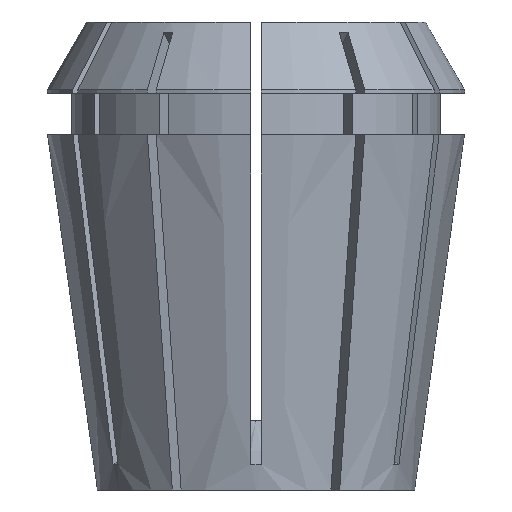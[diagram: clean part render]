
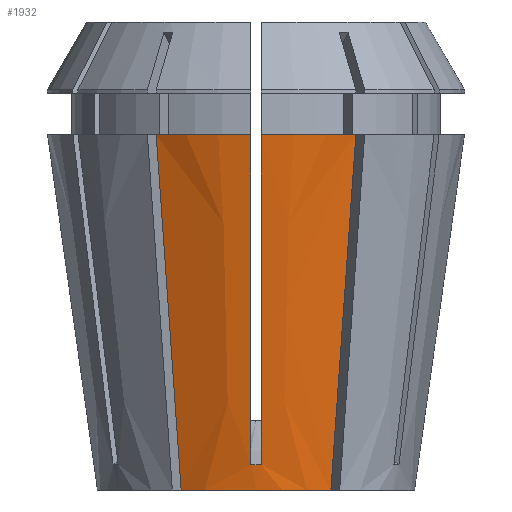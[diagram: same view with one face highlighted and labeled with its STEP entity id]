
A CAD part, left-side view. The second image highlights one B-rep face of the part: STEP entity #1932.
In plain terms, the highlighted conical face has half-angle 8 degrees and reference radius 15.595 mm.
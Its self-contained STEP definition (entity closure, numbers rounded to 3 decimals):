
#60 = EDGE_CURVE ( 'NONE', #1432, #1366, #1785, .T. ) ;
#127 = CARTESIAN_POINT ( 'NONE',  ( 0., 0., 0. ) ) ;
#201 = CARTESIAN_POINT ( 'NONE',  ( -16.016, -0.5, 3.048 ) ) ;
#216 = CARTESIAN_POINT ( 'NONE',  ( -20.494, -0.5, 34.9 ) ) ;
#270 = AXIS2_PLACEMENT_3D ( 'NONE', #520, #3010, #1246 ) ;
#346 = DIRECTION ( 'NONE',  ( -1., 0., 0. ) ) ;
#357 = CARTESIAN_POINT ( 'NONE',  ( -15.166, -8.179, 11.633 ) ) ;
#380 = CARTESIAN_POINT ( 'NONE',  ( -15.94, 0.5, 2.504 ) ) ;
#392 = CARTESIAN_POINT ( 'NONE',  ( -15.949, -0.167, 2.499 ) ) ;
#520 = CARTESIAN_POINT ( 'NONE',  ( 0., 0., 0. ) ) ;
#542 = B_SPLINE_CURVE_WITH_KNOTS ( 'NONE', 3,
 ( #4058, #2672, #3042, #926, #3394, #1274, #582, #1241, #3721, #3054 ),
 .UNSPECIFIED., .F., .F.,
 ( 4, 3, 3, 4 ),
 ( 0.079, 0.081, 0.11, 0.111 ),
 .UNSPECIFIED. ) ;
#572 = CARTESIAN_POINT ( 'NONE',  ( -16.092, -0.5, 3.591 ) ) ;
#582 = CARTESIAN_POINT ( 'NONE',  ( -16.169, 0.5, 4.134 ) ) ;
#588 = CARTESIAN_POINT ( 'NONE',  ( -18.805, -0.5, 22.884 ) ) ;
#612 = AXIS2_PLACEMENT_3D ( 'NONE', #3310, #1220, #3687 ) ;
#704 = CARTESIAN_POINT ( 'NONE',  ( -13.749, -7.361, 0. ) ) ;
#911 = ORIENTED_EDGE ( 'NONE', *, *, #3548, .F. ) ;
#926 = CARTESIAN_POINT ( 'NONE',  ( -20.123, 0.5, 32.258 ) ) ;
#932 = CARTESIAN_POINT ( 'NONE',  ( -20.37, -0.5, 34.019 ) ) ;
#1066 = CIRCLE ( 'NONE', #2232, 15.595 ) ;
#1070 = EDGE_CURVE ( 'NONE', #2260, #3922, #3331, .T. ) ;
#1125 = ORIENTED_EDGE ( 'NONE', *, *, #4469, .F. ) ;
#1148 = AXIS2_PLACEMENT_3D ( 'NONE', #3160, #3848, #346 ) ;
#1153 = CARTESIAN_POINT ( 'NONE',  ( -13.749, 7.361, 0. ) ) ;
#1209 = DIRECTION ( 'NONE',  ( 0., 0., -1. ) ) ;
#1220 = DIRECTION ( 'NONE',  ( 0., 0., -1. ) ) ;
#1241 = CARTESIAN_POINT ( 'NONE',  ( -16.092, 0.5, 3.591 ) ) ;
#1246 = DIRECTION ( 'NONE',  ( 1., 0., 0. ) ) ;
#1274 = CARTESIAN_POINT ( 'NONE',  ( -17.487, 0.5, 13.509 ) ) ;
#1329 = EDGE_CURVE ( 'NONE', #1366, #2233, #4266, .T. ) ;
#1344 = VERTEX_POINT ( 'NONE', #4587 ) ;
#1366 = VERTEX_POINT ( 'NONE', #3163 ) ;
#1378 = EDGE_CURVE ( 'NONE', #4020, #2233, #1066, .T. ) ;
#1384 = CARTESIAN_POINT ( 'NONE',  ( -17.999, -9.814, 34.9 ) ) ;
#1432 = VERTEX_POINT ( 'NONE', #3005 ) ;
#1438 = CARTESIAN_POINT ( 'NONE',  ( -15.949, 0.167, 2.499 ) ) ;
#1646 = CARTESIAN_POINT ( 'NONE',  ( -13.749, 7.361, 0. ) ) ;
#1692 = EDGE_LOOP ( 'NONE', ( #1125, #3007, #3432, #911, #4359, #2925, #2582, #4473 ) ) ;
#1785 = CIRCLE ( 'NONE', #1148, 20.5 ) ;
#1928 = DIRECTION ( 'NONE',  ( -1., 0., 0. ) ) ;
#1932 = ADVANCED_FACE ( 'NONE', ( #3657 ), #2049, .T. ) ;
#1955 = CARTESIAN_POINT ( 'NONE',  ( -20.247, -0.5, 33.139 ) ) ;
#2049 = CONICAL_SURFACE ( 'NONE', #270, 15.595, 0.14 ) ;
#2093 = CARTESIAN_POINT ( 'NONE',  ( -15.94, -0.5, 2.504 ) ) ;
#2169 = CARTESIAN_POINT ( 'NONE',  ( -16.582, 8.996, 23.267 ) ) ;
#2204 = EDGE_CURVE ( 'NONE', #3922, #2545, #2871, .T. ) ;
#2232 = AXIS2_PLACEMENT_3D ( 'NONE', #127, #1209, #1928 ) ;
#2233 = VERTEX_POINT ( 'NONE', #1646 ) ;
#2260 = VERTEX_POINT ( 'NONE', #4445 ) ;
#2545 = VERTEX_POINT ( 'NONE', #2093 ) ;
#2582 = ORIENTED_EDGE ( 'NONE', *, *, #1329, .T. ) ;
#2672 = CARTESIAN_POINT ( 'NONE',  ( -20.37, 0.5, 34.019 ) ) ;
#2775 = CARTESIAN_POINT ( 'NONE',  ( -16.582, -8.996, 23.267 ) ) ;
#2858 = CARTESIAN_POINT ( 'NONE',  ( -15.94, -0.5, 2.504 ) ) ;
#2871 = B_SPLINE_CURVE_WITH_KNOTS ( 'NONE', 3,
 ( #216, #932, #1955, #3072, #588, #3429, #3061, #572, #201, #3775 ),
 .UNSPECIFIED., .F., .F.,
 ( 4, 3, 3, 4 ),
 ( 0.079, 0.081, 0.11, 0.111 ),
 .UNSPECIFIED. ) ;
#2908 = CARTESIAN_POINT ( 'NONE',  ( -13.749, -7.361, 0. ) ) ;
#2925 = ORIENTED_EDGE ( 'NONE', *, *, #60, .T. ) ;
#3005 = CARTESIAN_POINT ( 'NONE',  ( -20.494, 0.5, 34.9 ) ) ;
#3007 = ORIENTED_EDGE ( 'NONE', *, *, #1070, .T. ) ;
#3010 = DIRECTION ( 'NONE',  ( 0., 0., 1. ) ) ;
#3042 = CARTESIAN_POINT ( 'NONE',  ( -20.247, 0.5, 33.139 ) ) ;
#3054 = CARTESIAN_POINT ( 'NONE',  ( -15.94, 0.5, 2.504 ) ) ;
#3061 = CARTESIAN_POINT ( 'NONE',  ( -16.169, -0.5, 4.134 ) ) ;
#3072 = CARTESIAN_POINT ( 'NONE',  ( -20.123, -0.5, 32.258 ) ) ;
#3160 = CARTESIAN_POINT ( 'NONE',  ( 0., 0., 34.9 ) ) ;
#3163 = CARTESIAN_POINT ( 'NONE',  ( -17.999, 9.814, 34.9 ) ) ;
#3175 = CARTESIAN_POINT ( 'NONE',  ( -20.494, -0.5, 34.9 ) ) ;
#3270 = CARTESIAN_POINT ( 'NONE',  ( -15.166, 8.179, 11.633 ) ) ;
#3310 = CARTESIAN_POINT ( 'NONE',  ( 0., 0., 34.9 ) ) ;
#3331 = CIRCLE ( 'NONE', #612, 20.5 ) ;
#3394 = CARTESIAN_POINT ( 'NONE',  ( -18.805, 0.5, 22.884 ) ) ;
#3429 = CARTESIAN_POINT ( 'NONE',  ( -17.487, -0.5, 13.509 ) ) ;
#3432 = ORIENTED_EDGE ( 'NONE', *, *, #2204, .T. ) ;
#3446 = B_SPLINE_CURVE_WITH_KNOTS ( 'NONE', 3,
 ( #1384, #2775, #357, #704 ),
 .UNSPECIFIED., .F., .F.,
 ( 4, 4 ),
 ( 0., 0.035 ),
 .UNSPECIFIED. ) ;
#3548 = EDGE_CURVE ( 'NONE', #1344, #2545, #3808, .T. ) ;
#3657 = FACE_OUTER_BOUND ( 'NONE', #1692, .T. ) ;
#3687 = DIRECTION ( 'NONE',  ( -1., 0., 0. ) ) ;
#3721 = CARTESIAN_POINT ( 'NONE',  ( -16.016, 0.5, 3.048 ) ) ;
#3744 = EDGE_CURVE ( 'NONE', #1432, #1344, #542, .T. ) ;
#3775 = CARTESIAN_POINT ( 'NONE',  ( -15.94, -0.5, 2.504 ) ) ;
#3808 = B_SPLINE_CURVE_WITH_KNOTS ( 'NONE', 3,
 ( #380, #1438, #392, #2858 ),
 .UNSPECIFIED., .F., .F.,
 ( 4, 4 ),
 ( 0., 0.001 ),
 .UNSPECIFIED. ) ;
#3848 = DIRECTION ( 'NONE',  ( 0., 0., -1. ) ) ;
#3922 = VERTEX_POINT ( 'NONE', #3175 ) ;
#4020 = VERTEX_POINT ( 'NONE', #2908 ) ;
#4058 = CARTESIAN_POINT ( 'NONE',  ( -20.494, 0.5, 34.9 ) ) ;
#4266 = B_SPLINE_CURVE_WITH_KNOTS ( 'NONE', 3,
 ( #4298, #2169, #3270, #1153 ),
 .UNSPECIFIED., .F., .F.,
 ( 4, 4 ),
 ( 0., 0.035 ),
 .UNSPECIFIED. ) ;
#4298 = CARTESIAN_POINT ( 'NONE',  ( -17.999, 9.814, 34.9 ) ) ;
#4359 = ORIENTED_EDGE ( 'NONE', *, *, #3744, .F. ) ;
#4445 = CARTESIAN_POINT ( 'NONE',  ( -17.999, -9.814, 34.9 ) ) ;
#4469 = EDGE_CURVE ( 'NONE', #2260, #4020, #3446, .T. ) ;
#4473 = ORIENTED_EDGE ( 'NONE', *, *, #1378, .F. ) ;
#4587 = CARTESIAN_POINT ( 'NONE',  ( -15.94, 0.5, 2.504 ) ) ;
